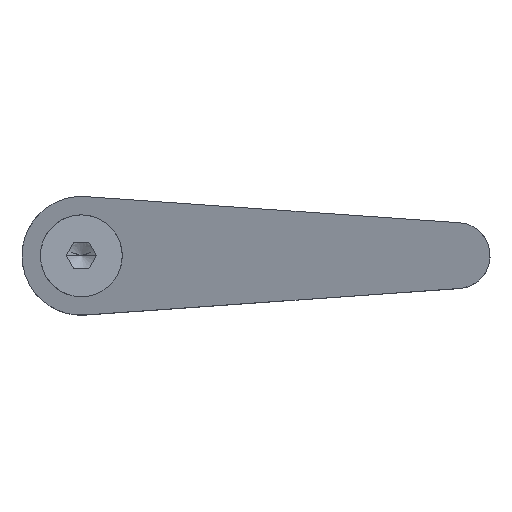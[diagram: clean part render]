
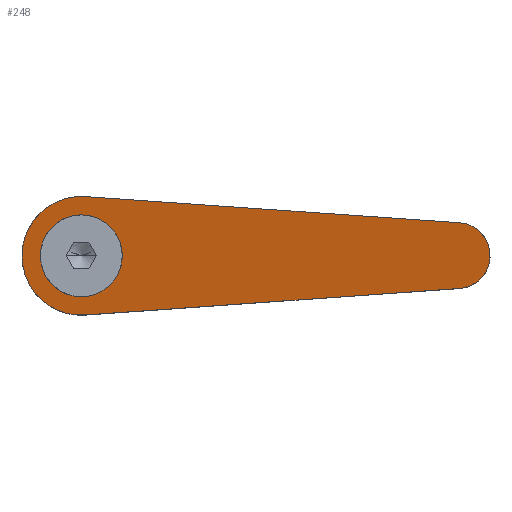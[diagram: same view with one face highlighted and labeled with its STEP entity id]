
A CAD part, top view. The second image highlights one B-rep face of the part: STEP entity #248.
In plain terms, the highlighted planar face has unit normal (-0.266, 0, 0.964).
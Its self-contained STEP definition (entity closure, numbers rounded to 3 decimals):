
#194=EDGE_CURVE('',#528,#456,#550,.T.);
#200=EDGE_CURVE('',#456,#500,#557,.T.);
#218=EDGE_CURVE('',#300,#374,#575,.T.);
#248=ADVANCED_FACE('',(#608,#609),#610,.F.);
#282=EDGE_CURVE('',#374,#496,#646,.T.);
#284=VERTEX_POINT('',#648);
#286=EDGE_CURVE('',#350,#284,#650,.T.);
#294=EDGE_CURVE('',#496,#300,#658,.T.);
#300=VERTEX_POINT('',#664);
#328=EDGE_CURVE('',#500,#350,#694,.T.);
#350=VERTEX_POINT('',#720);
#374=VERTEX_POINT('',#751);
#456=VERTEX_POINT('',#843);
#482=EDGE_CURVE('',#284,#528,#872,.T.);
#496=VERTEX_POINT('',#888);
#500=VERTEX_POINT('',#892);
#528=VERTEX_POINT('',#923);
#550=LINE('',#936,#937);
#557=ELLIPSE('',#946,9.335,9.);
#575=ELLIPSE('',#985,6.431,6.2);
#608=FACE_OUTER_BOUND('',#1033,.T.);
#609=FACE_BOUND('',#1034,.T.);
#610=PLANE('',#1035);
#646=ELLIPSE('',#1101,6.431,6.2);
#648=CARTESIAN_POINT('',(57.351,-4.988,94.379));
#650=LINE('',#1106,#1107);
#658=ELLIPSE('',#1120,6.431,6.2);
#664=CARTESIAN_POINT('',(0.,-6.2,78.579));
#694=ELLIPSE('',#1180,9.335,9.);
#720=CARTESIAN_POINT('',(0.632,-8.978,78.753));
#751=CARTESIAN_POINT('',(0.,6.2,78.579));
#843=CARTESIAN_POINT('',(0.632,8.978,78.753));
#872=ELLIPSE('',#1454,5.186,5.);
#888=CARTESIAN_POINT('',(-1.001,6.119,78.304));
#892=CARTESIAN_POINT('',(-9.,0.,76.1));
#923=CARTESIAN_POINT('',(57.351,4.988,94.379));
#936=CARTESIAN_POINT('',(33.351,6.676,87.767));
#937=VECTOR('',#1526,1.0);
#946=AXIS2_PLACEMENT_3D('',#1538,#1539,#1540);
#985=AXIS2_PLACEMENT_3D('',#1546,#1547,#1548);
#1033=EDGE_LOOP('',(#1584,#1585,#1586,#1587,#1588));
#1034=EDGE_LOOP('',(#1589,#1590,#1591));
#1035=AXIS2_PLACEMENT_3D('',#1592,#1593,#1594);
#1101=AXIS2_PLACEMENT_3D('',#1618,#1619,#1620);
#1106=CARTESIAN_POINT('',(59.719,-4.821,95.031));
#1107=VECTOR('',#1621,1.0);
#1120=AXIS2_PLACEMENT_3D('',#1624,#1625,#1626);
#1180=AXIS2_PLACEMENT_3D('',#1653,#1654,#1655);
#1454=AXIS2_PLACEMENT_3D('',#1887,#1888,#1889);
#1526=DIRECTION('',(-0.962,0.068,-0.265));
#1538=CARTESIAN_POINT('',(0.,0.,78.579));
#1539=DIRECTION('',(-0.266,0.,0.964));
#1540=DIRECTION('',(-0.964,0.,-0.266));
#1546=CARTESIAN_POINT('',(0.0,0.0,78.579));
#1547=DIRECTION('',(-0.266,0.,0.964));
#1548=DIRECTION('',(-0.964,0.0,-0.266));
#1584=ORIENTED_EDGE('',*,*,#200,.T.);
#1585=ORIENTED_EDGE('',*,*,#328,.T.);
#1586=ORIENTED_EDGE('',*,*,#286,.T.);
#1587=ORIENTED_EDGE('',*,*,#482,.T.);
#1588=ORIENTED_EDGE('',*,*,#194,.T.);
#1589=ORIENTED_EDGE('',*,*,#294,.F.);
#1590=ORIENTED_EDGE('',*,*,#282,.F.);
#1591=ORIENTED_EDGE('',*,*,#218,.F.);
#1592=CARTESIAN_POINT('',(27.678,0.,86.204));
#1593=DIRECTION('',(0.266,0.,-0.964));
#1594=DIRECTION('',(0.256,0.964,0.071));
#1618=CARTESIAN_POINT('',(0.0,0.0,78.579));
#1619=DIRECTION('',(-0.266,0.,0.964));
#1620=DIRECTION('',(-0.964,0.0,-0.266));
#1621=DIRECTION('',(0.962,0.068,0.265));
#1624=CARTESIAN_POINT('',(0.0,0.0,78.579));
#1625=DIRECTION('',(-0.266,0.,0.964));
#1626=DIRECTION('',(-0.964,0.0,-0.266));
#1653=CARTESIAN_POINT('',(0.,0.,78.579));
#1654=DIRECTION('',(-0.266,0.,0.964));
#1655=DIRECTION('',(-0.964,0.,-0.266));
#1887=CARTESIAN_POINT('',(57.0,0.0,94.282));
#1888=DIRECTION('',(-0.266,0.,0.964));
#1889=DIRECTION('',(0.964,0.,0.266));
